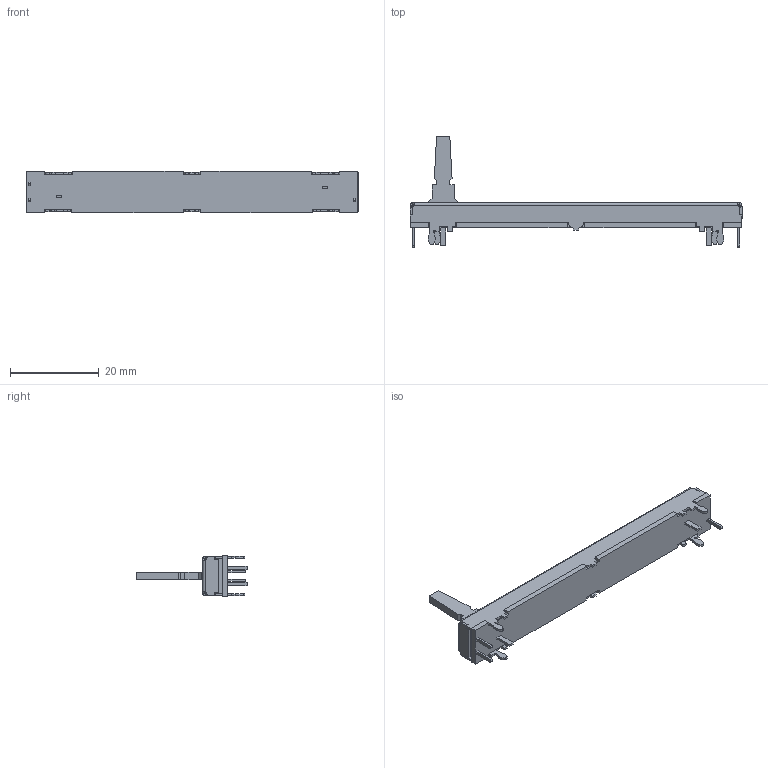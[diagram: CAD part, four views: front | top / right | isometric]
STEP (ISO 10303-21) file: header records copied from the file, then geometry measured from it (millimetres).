
FILE_DESCRIPTION (( 'STEP AP214' ), '1' );
FILE_NAME ('60415DP.STEP', '2021-12-28T11:54:17', ( '' ), ( '' ), 'SwSTEP 2.0', 'SolidWorks 2020', '' );
FILE_SCHEMA (( 'AUTOMOTIVE_DESIGN' ));
Length unit declared in the file: millimetre
Products named in the file (1): 60415DP
Bounding box: 75 x 25.2 x 9.4 mm (x, y, z)
Volume: 3839.2 mm3; surface area: 6157.2 mm2
Topology: 8 solids, 8 shells, 284 faces, 759 edges, 494 vertices
Faces by surface type: plane 192, cylinder 78, bspline 14
Entity records: 10130 total; most frequent: CARTESIAN_POINT 3000, ORIENTED_EDGE 1518, DIRECTION 1369, EDGE_CURVE 759, LINE 571, VECTOR 571, VERTEX_POINT 494, AXIS2_PLACEMENT_3D 399
